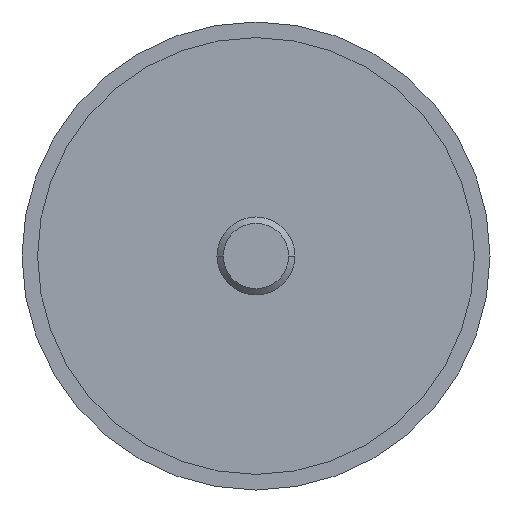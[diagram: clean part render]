
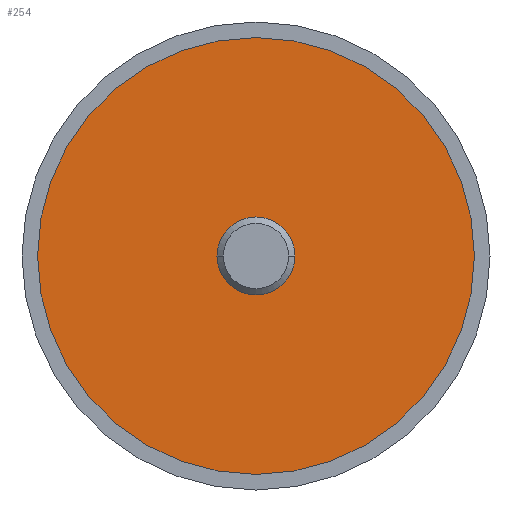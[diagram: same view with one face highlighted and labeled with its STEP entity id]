
A CAD part, front view. The second image highlights one B-rep face of the part: STEP entity #254.
In plain terms, the highlighted planar face has unit normal (0, -1, 0).
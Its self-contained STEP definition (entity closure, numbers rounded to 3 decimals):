
#254=ADVANCED_FACE('',(#615,#616),#617,.T.);
#328=VERTEX_POINT('',#703);
#334=VERTEX_POINT('',#709);
#400=EDGE_CURVE('',#328,#416,#784,.T.);
#416=VERTEX_POINT('',#802);
#422=EDGE_CURVE('',#488,#334,#810,.T.);
#428=EDGE_CURVE('',#416,#328,#817,.T.);
#466=EDGE_CURVE('',#334,#488,#861,.T.);
#488=VERTEX_POINT('',#885);
#615=FACE_BOUND('',#1024,.T.);
#616=FACE_OUTER_BOUND('',#1025,.T.);
#617=PLANE('',#1026);
#703=CARTESIAN_POINT('',(28.0,0.0,0.0));
#709=CARTESIAN_POINT('',(-5.0,0.0,0.));
#784=CIRCLE('',#1233,28.0);
#802=CARTESIAN_POINT('',(-28.0,0.0,0.));
#810=CIRCLE('',#1267,5.0);
#817=CIRCLE('',#1276,28.0);
#861=CIRCLE('',#1334,5.0);
#885=CARTESIAN_POINT('',(5.0,0.0,0.));
#1024=EDGE_LOOP('',(#1519,#1520));
#1025=EDGE_LOOP('',(#1521,#1522));
#1026=AXIS2_PLACEMENT_3D('',#1523,#1524,#1525);
#1233=AXIS2_PLACEMENT_3D('',#1728,#1729,#1730);
#1267=AXIS2_PLACEMENT_3D('',#1761,#1762,#1763);
#1276=AXIS2_PLACEMENT_3D('',#1775,#1776,#1777);
#1334=AXIS2_PLACEMENT_3D('',#1829,#1830,#1831);
#1519=ORIENTED_EDGE('',*,*,#466,.T.);
#1520=ORIENTED_EDGE('',*,*,#422,.T.);
#1521=ORIENTED_EDGE('',*,*,#400,.T.);
#1522=ORIENTED_EDGE('',*,*,#428,.T.);
#1523=CARTESIAN_POINT('',(0.0,0.0,0.0));
#1524=DIRECTION('',(0.0,-1.0,0.0));
#1525=DIRECTION('',(-1.0,0.0,0.0));
#1728=CARTESIAN_POINT('',(0.0,0.0,0.0));
#1729=DIRECTION('',(0.0,-1.0,0.0));
#1730=DIRECTION('',(1.0,0.0,0.0));
#1761=CARTESIAN_POINT('',(0.0,0.0,0.0));
#1762=DIRECTION('',(-0.0,1.0,0.0));
#1763=DIRECTION('',(1.0,0.0,0.0));
#1775=CARTESIAN_POINT('',(0.0,0.0,0.0));
#1776=DIRECTION('',(0.0,-1.0,0.0));
#1777=DIRECTION('',(1.0,0.0,0.0));
#1829=CARTESIAN_POINT('',(0.0,0.0,0.0));
#1830=DIRECTION('',(-0.0,1.0,0.0));
#1831=DIRECTION('',(1.0,0.0,0.0));
